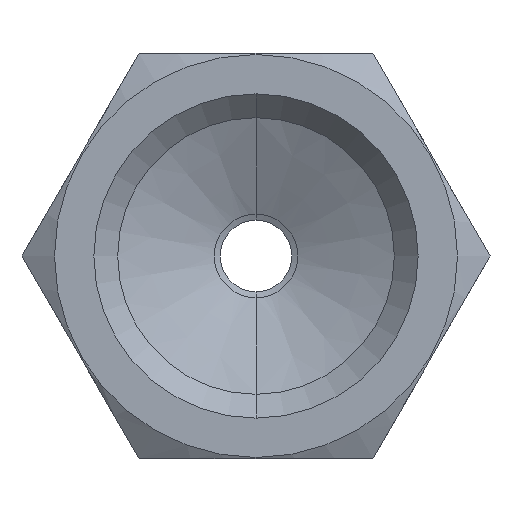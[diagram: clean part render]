
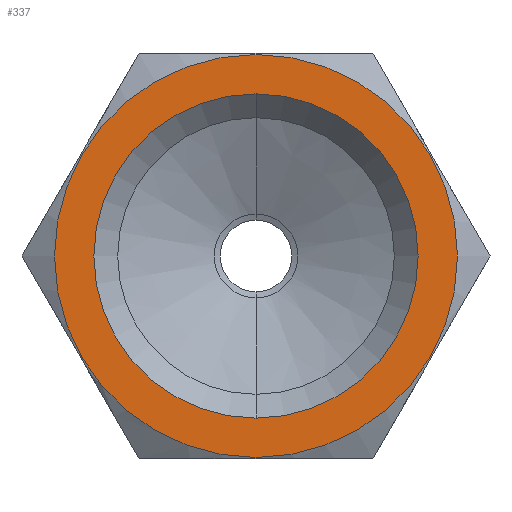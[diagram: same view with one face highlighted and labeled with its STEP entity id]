
A CAD part, front view. The second image highlights one B-rep face of the part: STEP entity #337.
In plain terms, the highlighted planar face has unit normal (0, -1, 0).
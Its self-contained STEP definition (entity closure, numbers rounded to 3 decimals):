
#107 = CARTESIAN_POINT ( 'NONE',  ( 0., 0., 8.45 ) ) ;
#138 = CARTESIAN_POINT ( 'NONE',  ( 0., 0., -6.8 ) ) ;
#144 = CARTESIAN_POINT ( 'NONE',  ( 0., 0., 6.8 ) ) ;
#253 = EDGE_CURVE ( 'NONE', #1951, #1957, #908, .T. ) ;
#275 = EDGE_CURVE ( 'NONE', #1279, #1261, #857, .T. ) ;
#337 = ADVANCED_FACE ( 'NONE', ( #1008, #1009 ), #1538, .T. ) ;
#462 = CIRCLE ( 'NONE', #482, 6.8 ) ;
#482 = AXIS2_PLACEMENT_3D ( 'NONE', #1188, #1189, #1190 ) ;
#665 = CARTESIAN_POINT ( 'NONE',  ( 0., 0., 0. ) ) ;
#666 = DIRECTION ( 'NONE',  ( 0., -1., 0. ) ) ;
#667 = DIRECTION ( 'NONE',  ( 0., 0., -1. ) ) ;
#757 = CARTESIAN_POINT ( 'NONE',  ( 0., 0., -8.45 ) ) ;
#854 = AXIS2_PLACEMENT_3D ( 'NONE', #1450, #1451, #1452 ) ;
#857 = CIRCLE ( 'NONE', #854, 8.45 ) ;
#883 = AXIS2_PLACEMENT_3D ( 'NONE', #1539, #1540, #1541 ) ;
#908 = CIRCLE ( 'NONE', #911, 6.8 ) ;
#911 = AXIS2_PLACEMENT_3D ( 'NONE', #2002, #1998, #1994 ) ;
#947 = EDGE_CURVE ( 'NONE', #1957, #1951, #462, .T. ) ;
#974 = EDGE_CURVE ( 'NONE', #1261, #1279, #2072, .T. ) ;
#1008 = FACE_BOUND ( 'NONE', #1734, .T. ) ;
#1009 = FACE_OUTER_BOUND ( 'NONE', #1659, .T. ) ;
#1188 = CARTESIAN_POINT ( 'NONE',  ( 0., 0., 0. ) ) ;
#1189 = DIRECTION ( 'NONE',  ( 0., -1., 0. ) ) ;
#1190 = DIRECTION ( 'NONE',  ( 0., 0., -1. ) ) ;
#1261 = VERTEX_POINT ( 'NONE', #757 ) ;
#1279 = VERTEX_POINT ( 'NONE', #107 ) ;
#1450 = CARTESIAN_POINT ( 'NONE',  ( 0., 0., 0. ) ) ;
#1451 = DIRECTION ( 'NONE',  ( 0., -1., 0. ) ) ;
#1452 = DIRECTION ( 'NONE',  ( 0., 0., -1. ) ) ;
#1538 = PLANE ( 'NONE',  #883 ) ;
#1539 = CARTESIAN_POINT ( 'NONE',  ( 8.45, 0., 0. ) ) ;
#1540 = DIRECTION ( 'NONE',  ( 0., -1., 0. ) ) ;
#1541 = DIRECTION ( 'NONE',  ( 0., 0., -1. ) ) ;
#1659 = EDGE_LOOP ( 'NONE', ( #1825, #1830 ) ) ;
#1734 = EDGE_LOOP ( 'NONE', ( #1826, #1828 ) ) ;
#1825 = ORIENTED_EDGE ( 'NONE', *, *, #275, .T. ) ;
#1826 = ORIENTED_EDGE ( 'NONE', *, *, #253, .F. ) ;
#1828 = ORIENTED_EDGE ( 'NONE', *, *, #947, .F. ) ;
#1830 = ORIENTED_EDGE ( 'NONE', *, *, #974, .T. ) ;
#1951 = VERTEX_POINT ( 'NONE', #138 ) ;
#1957 = VERTEX_POINT ( 'NONE', #144 ) ;
#1994 = DIRECTION ( 'NONE',  ( 0., 0., -1. ) ) ;
#1998 = DIRECTION ( 'NONE',  ( 0., -1., 0. ) ) ;
#2002 = CARTESIAN_POINT ( 'NONE',  ( 0., 0., 0. ) ) ;
#2068 = AXIS2_PLACEMENT_3D ( 'NONE', #665, #666, #667 ) ;
#2072 = CIRCLE ( 'NONE', #2068, 8.45 ) ;
